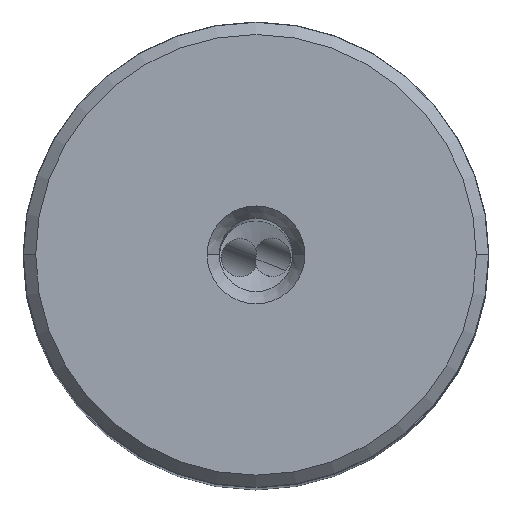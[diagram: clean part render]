
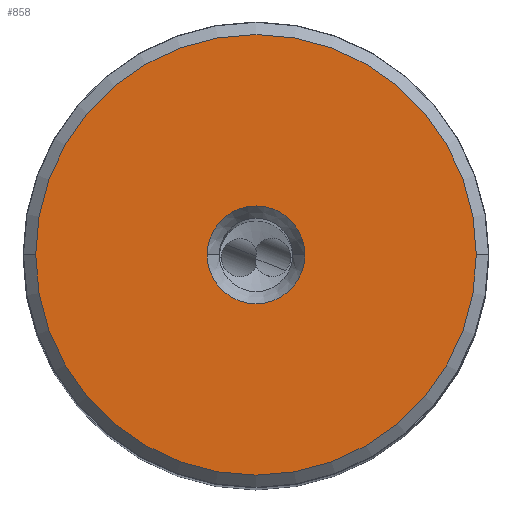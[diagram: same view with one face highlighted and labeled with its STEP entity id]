
A CAD part, top view. The second image highlights one B-rep face of the part: STEP entity #858.
In plain terms, the highlighted planar face has unit normal (0, 0, 1).
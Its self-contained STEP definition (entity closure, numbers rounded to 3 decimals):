
#102=PLANE('',#5770);
#711=FACE_BOUND('',#1492,.T.);
#712=FACE_BOUND('',#1493,.T.);
#858=ADVANCED_FACE('',(#711,#712),#102,.T.);
#1492=EDGE_LOOP('',(#2796,#2797));
#1493=EDGE_LOOP('',(#2798,#2799));
#1791=CIRCLE('',#5765,4.);
#1792=CIRCLE('',#5767,18.015);
#1793=CIRCLE('',#5768,18.015);
#1794=CIRCLE('',#5769,4.);
#2796=ORIENTED_EDGE('',*,*,#4703,.F.);
#2797=ORIENTED_EDGE('',*,*,#4704,.F.);
#2798=ORIENTED_EDGE('',*,*,#4705,.F.);
#2799=ORIENTED_EDGE('',*,*,#4702,.F.);
#4003=VERTEX_POINT('',#12199);
#4004=VERTEX_POINT('',#12201);
#4005=VERTEX_POINT('',#12205);
#4006=VERTEX_POINT('',#12206);
#4702=EDGE_CURVE('',#4004,#4003,#1791,.T.);
#4703=EDGE_CURVE('',#4005,#4006,#1792,.T.);
#4704=EDGE_CURVE('',#4006,#4005,#1793,.T.);
#4705=EDGE_CURVE('',#4003,#4004,#1794,.T.);
#5765=AXIS2_PLACEMENT_3D('',#12202,#6823,#6824);
#5767=AXIS2_PLACEMENT_3D('',#12204,#6827,#6828);
#5768=AXIS2_PLACEMENT_3D('',#12207,#6829,#6830);
#5769=AXIS2_PLACEMENT_3D('',#12208,#6831,#6832);
#5770=AXIS2_PLACEMENT_3D('',#12209,#6833,#6834);
#6823=DIRECTION('',(0.,0.,1.));
#6824=DIRECTION('',(-1.,0.,0.));
#6827=DIRECTION('',(0.,0.,-1.));
#6828=DIRECTION('',(1.,0.,0.));
#6829=DIRECTION('',(0.,0.,-1.));
#6830=DIRECTION('',(-1.,0.,0.));
#6831=DIRECTION('',(0.,0.,1.));
#6832=DIRECTION('',(1.,0.,0.));
#6833=DIRECTION('',(0.,0.,1.));
#6834=DIRECTION('',(-1.,0.,0.));
#12199=CARTESIAN_POINT('',(4.,0.,0.));
#12201=CARTESIAN_POINT('',(-4.,0.,0.));
#12202=CARTESIAN_POINT('',(0.,0.,0.));
#12204=CARTESIAN_POINT('',(0.,0.,0.));
#12205=CARTESIAN_POINT('',(18.015,0.,0.));
#12206=CARTESIAN_POINT('',(-18.015,0.,0.));
#12207=CARTESIAN_POINT('',(0.,0.,0.));
#12208=CARTESIAN_POINT('',(0.,0.,0.));
#12209=CARTESIAN_POINT('',(0.,0.,0.));
